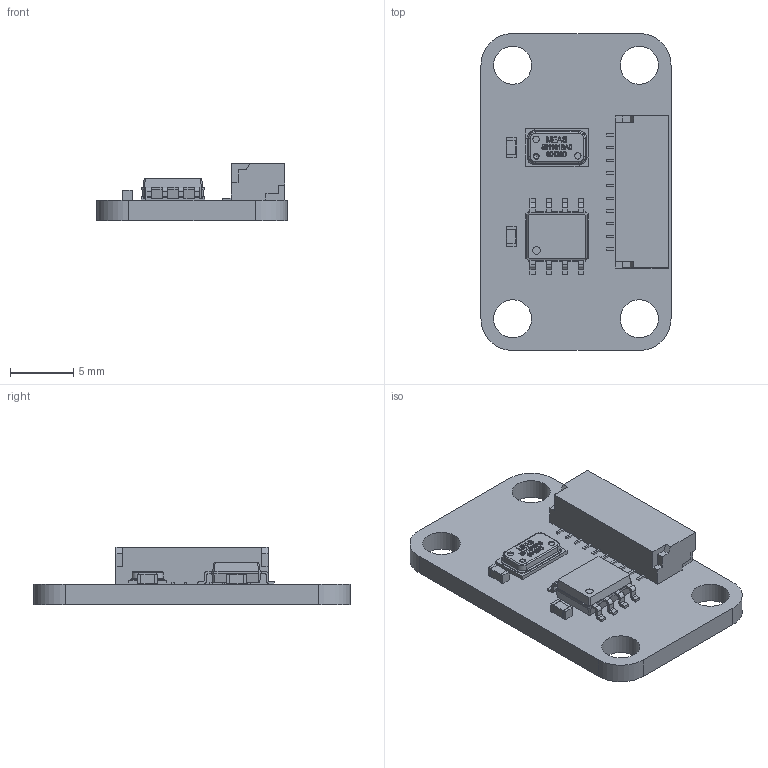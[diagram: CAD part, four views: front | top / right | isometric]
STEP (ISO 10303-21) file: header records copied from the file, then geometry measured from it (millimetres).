
FILE_DESCRIPTION(('FreeCAD Model'),'2;1');
FILE_NAME('barometer.step', '2017-08-01T14:37:15',('kicad StepUp'),('ksu MCAD'), 'Open CASCADE STEP processor 6.8','FreeCAD','Unknown');
FILE_SCHEMA(('AUTOMOTIVE_DESIGN_CC2 { 1 2 10303 214 -1 1 5 4 }'));
Length unit declared in the file: millimetre
Products named in the file (6): Pcb; C_0603_; C_0603_001; soic_8_39x49_p127_; SM10B-SRSS_; MS5611-barometer_
Bounding box: 15 x 25 x 4.5 mm (x, y, z)
Volume: 671.8 mm3; surface area: 1301.7 mm2
Topology: 6 solids, 6 shells, 706 faces, 1855 edges, 1212 vertices
Faces by surface type: plane 445, bspline 173, cylinder 85, torus 2, sphere 1
Full cylindrical faces by diameter (mm): 0.6 x1, 3 x4
Entity records: 33163 total; most frequent: CARTESIAN_POINT 11822, ORIENTED_EDGE 3708, DIRECTION 2785, EDGE_CURVE 1854, LINE 1361, VECTOR 1361, VERTEX_POINT 1212, FACE_BOUND 766
